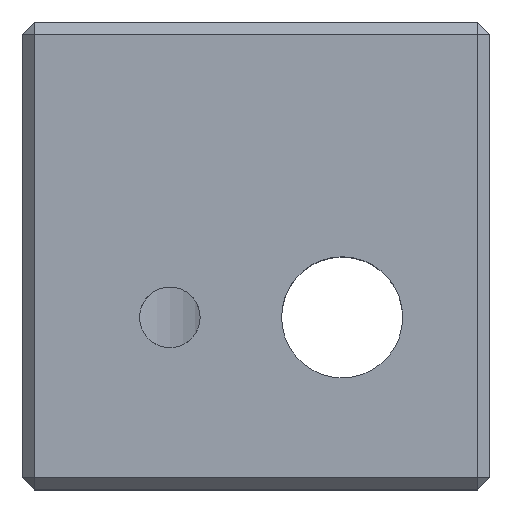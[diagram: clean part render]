
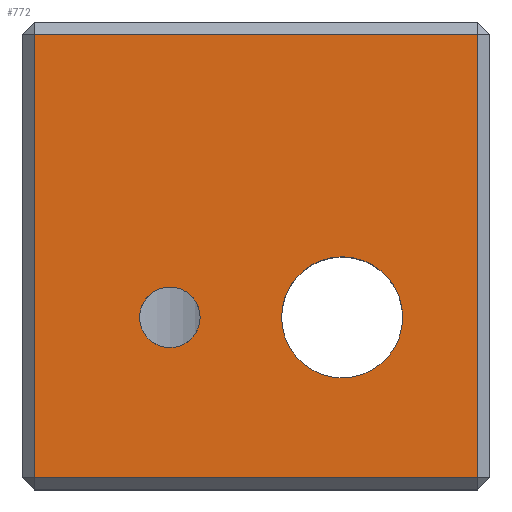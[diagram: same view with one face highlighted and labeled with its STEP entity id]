
A CAD part, top view. The second image highlights one B-rep face of the part: STEP entity #772.
In plain terms, the highlighted planar face has unit normal (0, 0, 1).
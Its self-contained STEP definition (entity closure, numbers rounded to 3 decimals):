
#126 = PLANE('',#127);
#127 = AXIS2_PLACEMENT_3D('',#128,#129,#130);
#128 = CARTESIAN_POINT('',(-9.25,-9.5,4.75));
#129 = DIRECTION('',(0.707,0.,-0.707));
#130 = DIRECTION('',(0.,1.,0.));
#309 = VERTEX_POINT('',#310);
#310 = CARTESIAN_POINT('',(-9.,-9.,5.));
#333 = VERTEX_POINT('',#334);
#334 = CARTESIAN_POINT('',(-9.,9.,5.));
#360 = EDGE_CURVE('',#309,#333,#361,.T.);
#361 = SURFACE_CURVE('',#362,(#366,#373),.PCURVE_S1.);
#362 = LINE('',#363,#364);
#363 = CARTESIAN_POINT('',(-9.,-9.5,5.));
#364 = VECTOR('',#365,1.);
#365 = DIRECTION('',(0.,1.,0.));
#366 = PCURVE('',#126,#367);
#367 = DEFINITIONAL_REPRESENTATION('',(#368),#372);
#368 = LINE('',#369,#370);
#369 = CARTESIAN_POINT('',(0.,0.354));
#370 = VECTOR('',#371,1.);
#371 = DIRECTION('',(1.,0.));
#372 = ( GEOMETRIC_REPRESENTATION_CONTEXT(2) 
PARAMETRIC_REPRESENTATION_CONTEXT() REPRESENTATION_CONTEXT('2D SPACE',''
  ) );
#373 = PCURVE('',#374,#379);
#374 = PLANE('',#375);
#375 = AXIS2_PLACEMENT_3D('',#376,#377,#378);
#376 = CARTESIAN_POINT('',(-9.5,-9.5,5.));
#377 = DIRECTION('',(0.,0.,1.));
#378 = DIRECTION('',(1.,0.,0.));
#379 = DEFINITIONAL_REPRESENTATION('',(#380),#384);
#380 = LINE('',#381,#382);
#381 = CARTESIAN_POINT('',(0.5,0.));
#382 = VECTOR('',#383,1.);
#383 = DIRECTION('',(0.,1.));
#384 = ( GEOMETRIC_REPRESENTATION_CONTEXT(2) 
PARAMETRIC_REPRESENTATION_CONTEXT() REPRESENTATION_CONTEXT('2D SPACE',''
  ) );
#511 = PLANE('',#512);
#512 = AXIS2_PLACEMENT_3D('',#513,#514,#515);
#513 = CARTESIAN_POINT('',(-9.5,-9.25,4.75));
#514 = DIRECTION('',(0.,0.707,-0.707));
#515 = DIRECTION('',(-1.,-0.,-0.));
#735 = CYLINDRICAL_SURFACE('',#736,2.46);
#736 = AXIS2_PLACEMENT_3D('',#737,#738,#739);
#737 = CARTESIAN_POINT('',(3.5,-2.5,5.));
#738 = DIRECTION('',(0.,0.,1.));
#739 = DIRECTION('',(1.,0.,0.));
#772 = ADVANCED_FACE('',(#773,#853,#879),#374,.T.);
#773 = FACE_BOUND('',#774,.T.);
#774 = EDGE_LOOP('',(#775,#776,#799,#827));
#775 = ORIENTED_EDGE('',*,*,#360,.F.);
#776 = ORIENTED_EDGE('',*,*,#777,.T.);
#777 = EDGE_CURVE('',#309,#778,#780,.T.);
#778 = VERTEX_POINT('',#779);
#779 = CARTESIAN_POINT('',(9.,-9.,5.));
#780 = SURFACE_CURVE('',#781,(#785,#792),.PCURVE_S1.);
#781 = LINE('',#782,#783);
#782 = CARTESIAN_POINT('',(-9.5,-9.,5.));
#783 = VECTOR('',#784,1.);
#784 = DIRECTION('',(1.,0.,0.));
#785 = PCURVE('',#374,#786);
#786 = DEFINITIONAL_REPRESENTATION('',(#787),#791);
#787 = LINE('',#788,#789);
#788 = CARTESIAN_POINT('',(0.,0.5));
#789 = VECTOR('',#790,1.);
#790 = DIRECTION('',(1.,0.));
#791 = ( GEOMETRIC_REPRESENTATION_CONTEXT(2) 
PARAMETRIC_REPRESENTATION_CONTEXT() REPRESENTATION_CONTEXT('2D SPACE',''
  ) );
#792 = PCURVE('',#511,#793);
#793 = DEFINITIONAL_REPRESENTATION('',(#794),#798);
#794 = LINE('',#795,#796);
#795 = CARTESIAN_POINT('',(-0.,0.354));
#796 = VECTOR('',#797,1.);
#797 = DIRECTION('',(-1.,0.));
#798 = ( GEOMETRIC_REPRESENTATION_CONTEXT(2) 
PARAMETRIC_REPRESENTATION_CONTEXT() REPRESENTATION_CONTEXT('2D SPACE',''
  ) );
#799 = ORIENTED_EDGE('',*,*,#800,.T.);
#800 = EDGE_CURVE('',#778,#801,#803,.T.);
#801 = VERTEX_POINT('',#802);
#802 = CARTESIAN_POINT('',(9.,9.,5.));
#803 = SURFACE_CURVE('',#804,(#808,#815),.PCURVE_S1.);
#804 = LINE('',#805,#806);
#805 = CARTESIAN_POINT('',(9.,-9.5,5.));
#806 = VECTOR('',#807,1.);
#807 = DIRECTION('',(0.,1.,0.));
#808 = PCURVE('',#374,#809);
#809 = DEFINITIONAL_REPRESENTATION('',(#810),#814);
#810 = LINE('',#811,#812);
#811 = CARTESIAN_POINT('',(18.5,0.));
#812 = VECTOR('',#813,1.);
#813 = DIRECTION('',(0.,1.));
#814 = ( GEOMETRIC_REPRESENTATION_CONTEXT(2) 
PARAMETRIC_REPRESENTATION_CONTEXT() REPRESENTATION_CONTEXT('2D SPACE',''
  ) );
#815 = PCURVE('',#816,#821);
#816 = PLANE('',#817);
#817 = AXIS2_PLACEMENT_3D('',#818,#819,#820);
#818 = CARTESIAN_POINT('',(9.25,-9.5,4.75));
#819 = DIRECTION('',(0.707,0.,0.707));
#820 = DIRECTION('',(0.,-1.,0.));
#821 = DEFINITIONAL_REPRESENTATION('',(#822),#826);
#822 = LINE('',#823,#824);
#823 = CARTESIAN_POINT('',(-0.,-0.354));
#824 = VECTOR('',#825,1.);
#825 = DIRECTION('',(-1.,0.));
#826 = ( GEOMETRIC_REPRESENTATION_CONTEXT(2) 
PARAMETRIC_REPRESENTATION_CONTEXT() REPRESENTATION_CONTEXT('2D SPACE',''
  ) );
#827 = ORIENTED_EDGE('',*,*,#828,.F.);
#828 = EDGE_CURVE('',#333,#801,#829,.T.);
#829 = SURFACE_CURVE('',#830,(#834,#841),.PCURVE_S1.);
#830 = LINE('',#831,#832);
#831 = CARTESIAN_POINT('',(-9.5,9.,5.));
#832 = VECTOR('',#833,1.);
#833 = DIRECTION('',(1.,0.,0.));
#834 = PCURVE('',#374,#835);
#835 = DEFINITIONAL_REPRESENTATION('',(#836),#840);
#836 = LINE('',#837,#838);
#837 = CARTESIAN_POINT('',(0.,18.5));
#838 = VECTOR('',#839,1.);
#839 = DIRECTION('',(1.,0.));
#840 = ( GEOMETRIC_REPRESENTATION_CONTEXT(2) 
PARAMETRIC_REPRESENTATION_CONTEXT() REPRESENTATION_CONTEXT('2D SPACE',''
  ) );
#841 = PCURVE('',#842,#847);
#842 = PLANE('',#843);
#843 = AXIS2_PLACEMENT_3D('',#844,#845,#846);
#844 = CARTESIAN_POINT('',(-9.5,9.25,4.75));
#845 = DIRECTION('',(0.,0.707,0.707));
#846 = DIRECTION('',(1.,0.,0.));
#847 = DEFINITIONAL_REPRESENTATION('',(#848),#852);
#848 = LINE('',#849,#850);
#849 = CARTESIAN_POINT('',(0.,-0.354));
#850 = VECTOR('',#851,1.);
#851 = DIRECTION('',(1.,0.));
#852 = ( GEOMETRIC_REPRESENTATION_CONTEXT(2) 
PARAMETRIC_REPRESENTATION_CONTEXT() REPRESENTATION_CONTEXT('2D SPACE',''
  ) );
#853 = FACE_BOUND('',#854,.T.);
#854 = EDGE_LOOP('',(#855));
#855 = ORIENTED_EDGE('',*,*,#856,.F.);
#856 = EDGE_CURVE('',#857,#857,#859,.T.);
#857 = VERTEX_POINT('',#858);
#858 = CARTESIAN_POINT('',(5.96,-2.5,5.));
#859 = SURFACE_CURVE('',#860,(#865,#872),.PCURVE_S1.);
#860 = CIRCLE('',#861,2.46);
#861 = AXIS2_PLACEMENT_3D('',#862,#863,#864);
#862 = CARTESIAN_POINT('',(3.5,-2.5,5.));
#863 = DIRECTION('',(0.,0.,1.));
#864 = DIRECTION('',(1.,0.,0.));
#865 = PCURVE('',#374,#866);
#866 = DEFINITIONAL_REPRESENTATION('',(#867),#871);
#867 = CIRCLE('',#868,2.46);
#868 = AXIS2_PLACEMENT_2D('',#869,#870);
#869 = CARTESIAN_POINT('',(13.,7.));
#870 = DIRECTION('',(1.,0.));
#871 = ( GEOMETRIC_REPRESENTATION_CONTEXT(2) 
PARAMETRIC_REPRESENTATION_CONTEXT() REPRESENTATION_CONTEXT('2D SPACE',''
  ) );
#872 = PCURVE('',#735,#873);
#873 = DEFINITIONAL_REPRESENTATION('',(#874),#878);
#874 = LINE('',#875,#876);
#875 = CARTESIAN_POINT('',(0.,0.));
#876 = VECTOR('',#877,1.);
#877 = DIRECTION('',(1.,0.));
#878 = ( GEOMETRIC_REPRESENTATION_CONTEXT(2) 
PARAMETRIC_REPRESENTATION_CONTEXT() REPRESENTATION_CONTEXT('2D SPACE',''
  ) );
#879 = FACE_BOUND('',#880,.T.);
#880 = EDGE_LOOP('',(#881));
#881 = ORIENTED_EDGE('',*,*,#882,.F.);
#882 = EDGE_CURVE('',#883,#883,#885,.T.);
#883 = VERTEX_POINT('',#884);
#884 = CARTESIAN_POINT('',(-2.27,-2.5,5.));
#885 = SURFACE_CURVE('',#886,(#891,#898),.PCURVE_S1.);
#886 = CIRCLE('',#887,1.23);
#887 = AXIS2_PLACEMENT_3D('',#888,#889,#890);
#888 = CARTESIAN_POINT('',(-3.5,-2.5,5.));
#889 = DIRECTION('',(0.,0.,1.));
#890 = DIRECTION('',(1.,0.,0.));
#891 = PCURVE('',#374,#892);
#892 = DEFINITIONAL_REPRESENTATION('',(#893),#897);
#893 = CIRCLE('',#894,1.23);
#894 = AXIS2_PLACEMENT_2D('',#895,#896);
#895 = CARTESIAN_POINT('',(6.,7.));
#896 = DIRECTION('',(1.,0.));
#897 = ( GEOMETRIC_REPRESENTATION_CONTEXT(2) 
PARAMETRIC_REPRESENTATION_CONTEXT() REPRESENTATION_CONTEXT('2D SPACE',''
  ) );
#898 = PCURVE('',#899,#904);
#899 = CYLINDRICAL_SURFACE('',#900,1.23);
#900 = AXIS2_PLACEMENT_3D('',#901,#902,#903);
#901 = CARTESIAN_POINT('',(-3.5,-2.5,5.));
#902 = DIRECTION('',(0.,0.,1.));
#903 = DIRECTION('',(1.,0.,0.));
#904 = DEFINITIONAL_REPRESENTATION('',(#905),#909);
#905 = LINE('',#906,#907);
#906 = CARTESIAN_POINT('',(0.,0.));
#907 = VECTOR('',#908,1.);
#908 = DIRECTION('',(1.,0.));
#909 = ( GEOMETRIC_REPRESENTATION_CONTEXT(2) 
PARAMETRIC_REPRESENTATION_CONTEXT() REPRESENTATION_CONTEXT('2D SPACE',''
  ) );
